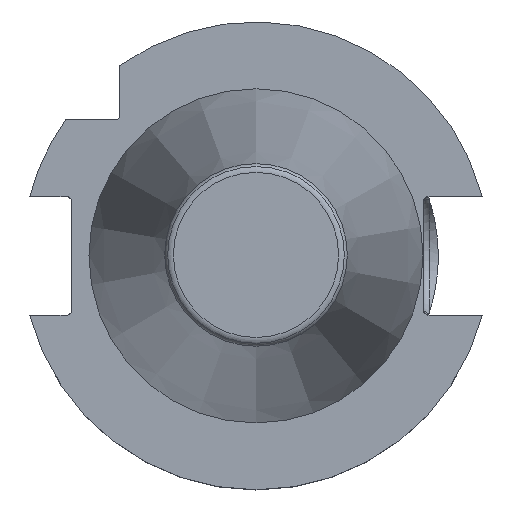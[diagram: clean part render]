
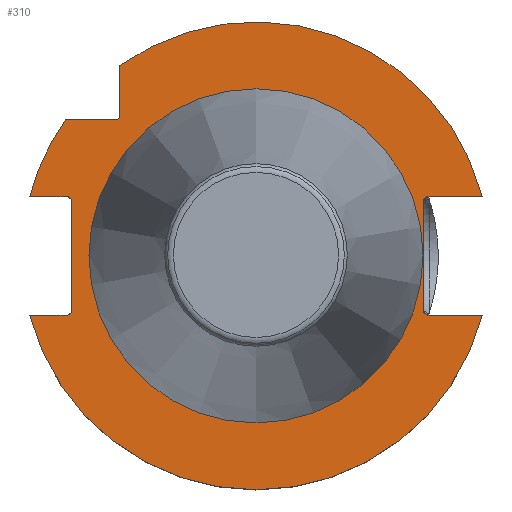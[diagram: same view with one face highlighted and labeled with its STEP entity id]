
A CAD part, top view. The second image highlights one B-rep face of the part: STEP entity #310.
In plain terms, the highlighted planar face has unit normal (0, 0, 1).
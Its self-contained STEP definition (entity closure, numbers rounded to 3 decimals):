
#193=LINE('',#1689,#251);
#194=LINE('',#1694,#252);
#195=LINE('',#1698,#253);
#196=LINE('',#1702,#254);
#197=LINE('',#1706,#255);
#198=LINE('',#1710,#256);
#199=LINE('',#1714,#257);
#200=LINE('',#1718,#258);
#251=VECTOR('',#1365,1.);
#252=VECTOR('',#1368,1.);
#253=VECTOR('',#1371,1.);
#254=VECTOR('',#1374,1.);
#255=VECTOR('',#1377,1.);
#256=VECTOR('',#1380,1.);
#257=VECTOR('',#1383,1.);
#258=VECTOR('',#1386,1.);
#310=ADVANCED_FACE('',(#401,#402),#380,.F.);
#380=PLANE('',#1233);
#401=FACE_BOUND('',#431,.T.);
#402=FACE_BOUND('',#432,.T.);
#431=EDGE_LOOP('',(#516,#517,#518,#519,#520,#521,#522,#523,#524,#525,#526,
#527,#528,#529,#530,#531));
#432=EDGE_LOOP('',(#532));
#516=ORIENTED_EDGE('',*,*,#961,.F.);
#517=ORIENTED_EDGE('',*,*,#962,.F.);
#518=ORIENTED_EDGE('',*,*,#963,.F.);
#519=ORIENTED_EDGE('',*,*,#964,.F.);
#520=ORIENTED_EDGE('',*,*,#965,.T.);
#521=ORIENTED_EDGE('',*,*,#966,.F.);
#522=ORIENTED_EDGE('',*,*,#967,.F.);
#523=ORIENTED_EDGE('',*,*,#968,.F.);
#524=ORIENTED_EDGE('',*,*,#969,.T.);
#525=ORIENTED_EDGE('',*,*,#970,.F.);
#526=ORIENTED_EDGE('',*,*,#971,.T.);
#527=ORIENTED_EDGE('',*,*,#972,.F.);
#528=ORIENTED_EDGE('',*,*,#973,.F.);
#529=ORIENTED_EDGE('',*,*,#974,.F.);
#530=ORIENTED_EDGE('',*,*,#975,.T.);
#531=ORIENTED_EDGE('',*,*,#976,.F.);
#532=ORIENTED_EDGE('',*,*,#977,.T.);
#848=VERTEX_POINT('',#1690);
#849=VERTEX_POINT('',#1691);
#850=VERTEX_POINT('',#1693);
#851=VERTEX_POINT('',#1695);
#852=VERTEX_POINT('',#1697);
#853=VERTEX_POINT('',#1699);
#854=VERTEX_POINT('',#1701);
#855=VERTEX_POINT('',#1703);
#856=VERTEX_POINT('',#1705);
#857=VERTEX_POINT('',#1707);
#858=VERTEX_POINT('',#1709);
#859=VERTEX_POINT('',#1711);
#860=VERTEX_POINT('',#1713);
#861=VERTEX_POINT('',#1715);
#862=VERTEX_POINT('',#1717);
#863=VERTEX_POINT('',#1719);
#864=VERTEX_POINT('',#1722);
#961=EDGE_CURVE('',#848,#849,#193,.T.);
#962=EDGE_CURVE('',#850,#848,#1127,.T.);
#963=EDGE_CURVE('',#851,#850,#194,.T.);
#964=EDGE_CURVE('',#852,#851,#1128,.T.);
#965=EDGE_CURVE('',#852,#853,#195,.T.);
#966=EDGE_CURVE('',#854,#853,#1129,.T.);
#967=EDGE_CURVE('',#855,#854,#196,.T.);
#968=EDGE_CURVE('',#856,#855,#1130,.T.);
#969=EDGE_CURVE('',#856,#857,#197,.T.);
#970=EDGE_CURVE('',#858,#857,#1131,.T.);
#971=EDGE_CURVE('',#858,#859,#198,.T.);
#972=EDGE_CURVE('',#860,#859,#1132,.T.);
#973=EDGE_CURVE('',#861,#860,#199,.T.);
#974=EDGE_CURVE('',#862,#861,#1133,.T.);
#975=EDGE_CURVE('',#862,#863,#200,.T.);
#976=EDGE_CURVE('',#849,#863,#1134,.T.);
#977=EDGE_CURVE('',#864,#864,#1135,.T.);
#1127=CIRCLE('',#1224,0.8);
#1128=CIRCLE('',#1225,31.775);
#1129=CIRCLE('',#1226,0.6);
#1130=CIRCLE('',#1227,31.775);
#1131=CIRCLE('',#1228,0.8);
#1132=CIRCLE('',#1229,0.8);
#1133=CIRCLE('',#1230,31.775);
#1134=CIRCLE('',#1231,0.8);
#1135=CIRCLE('',#1232,22.692);
#1224=AXIS2_PLACEMENT_3D('',#1692,#1366,#1367);
#1225=AXIS2_PLACEMENT_3D('',#1696,#1369,#1370);
#1226=AXIS2_PLACEMENT_3D('',#1700,#1372,#1373);
#1227=AXIS2_PLACEMENT_3D('',#1704,#1375,#1376);
#1228=AXIS2_PLACEMENT_3D('',#1708,#1378,#1379);
#1229=AXIS2_PLACEMENT_3D('',#1712,#1381,#1382);
#1230=AXIS2_PLACEMENT_3D('',#1716,#1384,#1385);
#1231=AXIS2_PLACEMENT_3D('',#1720,#1387,#1388);
#1232=AXIS2_PLACEMENT_3D('',#1721,#1389,#1390);
#1233=AXIS2_PLACEMENT_3D('',#1723,#1391,#1392);
#1365=DIRECTION('',(0.,-1.,0.));
#1366=DIRECTION('',(0.,0.,1.));
#1367=DIRECTION('',(0.,1.,0.));
#1368=DIRECTION('',(-1.,0.,0.));
#1369=DIRECTION('',(0.,0.,-1.));
#1370=DIRECTION('',(-0.582,0.813,0.));
#1371=DIRECTION('',(0.,-1.,0.));
#1372=DIRECTION('',(0.,0.,1.));
#1373=DIRECTION('',(0.,-1.,0.));
#1374=DIRECTION('',(1.,0.,0.));
#1375=DIRECTION('',(0.,0.,-1.));
#1376=DIRECTION('',(-0.967,0.253,0.));
#1377=DIRECTION('',(1.,0.,0.));
#1378=DIRECTION('',(0.,0.,1.));
#1379=DIRECTION('',(1.,0.,0.));
#1380=DIRECTION('',(0.,-1.,0.));
#1381=DIRECTION('',(0.,0.,1.));
#1382=DIRECTION('',(0.,-1.,0.));
#1383=DIRECTION('',(1.,0.,0.));
#1384=DIRECTION('',(0.,0.,-1.));
#1385=DIRECTION('',(0.967,-0.253,0.));
#1386=DIRECTION('',(-1.,0.,0.));
#1387=DIRECTION('',(0.,0.,1.));
#1388=DIRECTION('',(-1.,0.,0.));
#1389=DIRECTION('',(0.,0.,-1.));
#1390=DIRECTION('',(-1.,0.,0.));
#1391=DIRECTION('',(0.,0.,-1.));
#1392=DIRECTION('',(0.,-1.,0.));
#1689=CARTESIAN_POINT('',(22.7,7.25,-3.2));
#1690=CARTESIAN_POINT('',(22.7,7.25,-3.2));
#1691=CARTESIAN_POINT('',(22.7,-7.25,-3.2));
#1692=CARTESIAN_POINT('',(23.5,7.25,-3.2));
#1693=CARTESIAN_POINT('',(23.5,8.05,-3.2));
#1694=CARTESIAN_POINT('',(30.738,8.05,-3.2));
#1695=CARTESIAN_POINT('',(30.738,8.05,-3.2));
#1696=CARTESIAN_POINT('',(0.,0.,-3.2));
#1697=CARTESIAN_POINT('',(-18.5,25.834,-3.2));
#1698=CARTESIAN_POINT('',(-18.5,25.834,-3.2));
#1699=CARTESIAN_POINT('',(-18.5,19.1,-3.2));
#1700=CARTESIAN_POINT('',(-19.1,19.1,-3.2));
#1701=CARTESIAN_POINT('',(-19.1,18.5,-3.2));
#1702=CARTESIAN_POINT('',(-25.834,18.5,-3.2));
#1703=CARTESIAN_POINT('',(-25.834,18.5,-3.2));
#1704=CARTESIAN_POINT('',(0.,0.,-3.2));
#1705=CARTESIAN_POINT('',(-30.738,8.05,-3.2));
#1706=CARTESIAN_POINT('',(-30.738,8.05,-3.2));
#1707=CARTESIAN_POINT('',(-25.8,8.05,-3.2));
#1708=CARTESIAN_POINT('',(-25.8,7.25,-3.2));
#1709=CARTESIAN_POINT('',(-25.,7.25,-3.2));
#1710=CARTESIAN_POINT('',(-25.,7.25,-3.2));
#1711=CARTESIAN_POINT('',(-25.,-7.25,-3.2));
#1712=CARTESIAN_POINT('',(-25.8,-7.25,-3.2));
#1713=CARTESIAN_POINT('',(-25.8,-8.05,-3.2));
#1714=CARTESIAN_POINT('',(-30.738,-8.05,-3.2));
#1715=CARTESIAN_POINT('',(-30.738,-8.05,-3.2));
#1716=CARTESIAN_POINT('',(0.,0.,-3.2));
#1717=CARTESIAN_POINT('',(30.738,-8.05,-3.2));
#1718=CARTESIAN_POINT('',(30.738,-8.05,-3.2));
#1719=CARTESIAN_POINT('',(23.5,-8.05,-3.2));
#1720=CARTESIAN_POINT('',(23.5,-7.25,-3.2));
#1721=CARTESIAN_POINT('',(0.,0.,-3.2));
#1722=CARTESIAN_POINT('',(-22.692,0.,-3.2));
#1723=CARTESIAN_POINT('',(0.,22.692,-3.2));
